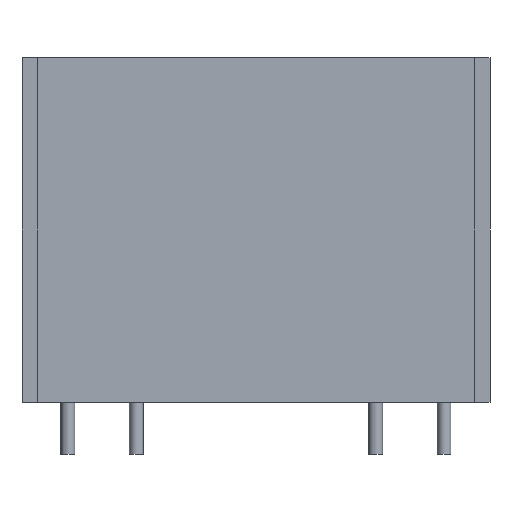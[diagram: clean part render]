
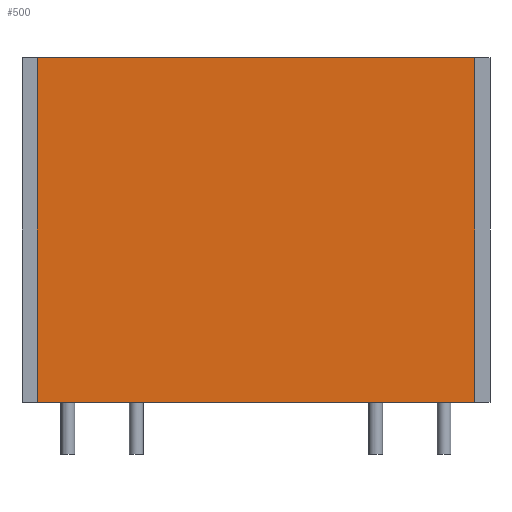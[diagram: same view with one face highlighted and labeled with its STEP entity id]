
A CAD part, front view. The second image highlights one B-rep face of the part: STEP entity #500.
In plain terms, the highlighted planar face has unit normal (0, -1, 0).
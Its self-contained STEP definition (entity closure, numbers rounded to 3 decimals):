
#437=CARTESIAN_POINT('',(16.,-3.9,25.2));
#438=VERTEX_POINT('',#437);
#445=CARTESIAN_POINT('',(16.,-3.9,0.0));
#446=VERTEX_POINT('',#445);
#447=CARTESIAN_POINT('',(16.,-3.9,0.0));
#448=DIRECTION('',(0.0,0.0,1.0));
#449=VECTOR('',#448,25.2);
#450=LINE('',#447,#449);
#451=EDGE_CURVE('',#446,#438,#450,.T.);
#470=CARTESIAN_POINT('',(16.,-3.9,0.0));
#471=DIRECTION('',(0.0,-1.0,0.0));
#472=DIRECTION('',(0.0,0.0,-1.0));
#473=AXIS2_PLACEMENT_3D('',#470,#471,#472);
#474=PLANE('',#473);
#475=CARTESIAN_POINT('',(-16.,-3.9,25.2));
#476=VERTEX_POINT('',#475);
#477=CARTESIAN_POINT('',(16.,-3.9,25.2));
#478=DIRECTION('',(-1.0,0.0,0.0));
#479=VECTOR('',#478,32.0);
#480=LINE('',#477,#479);
#481=EDGE_CURVE('',#438,#476,#480,.T.);
#482=ORIENTED_EDGE('',*,*,#481,.T.);
#483=CARTESIAN_POINT('',(-16.,-3.9,0.0));
#484=VERTEX_POINT('',#483);
#485=CARTESIAN_POINT('',(-16.,-3.9,0.0));
#486=DIRECTION('',(0.0,0.0,1.0));
#487=VECTOR('',#486,25.2);
#488=LINE('',#485,#487);
#489=EDGE_CURVE('',#484,#476,#488,.T.);
#490=ORIENTED_EDGE('',*,*,#489,.F.);
#491=CARTESIAN_POINT('',(16.,-3.9,0.0));
#492=DIRECTION('',(-1.0,0.0,0.0));
#493=VECTOR('',#492,32.0);
#494=LINE('',#491,#493);
#495=EDGE_CURVE('',#446,#484,#494,.T.);
#496=ORIENTED_EDGE('',*,*,#495,.F.);
#497=ORIENTED_EDGE('',*,*,#451,.T.);
#498=EDGE_LOOP('',(#482,#490,#496,#497));
#499=FACE_OUTER_BOUND('',#498,.T.);
#500=ADVANCED_FACE('',(#499),#474,.T.);
